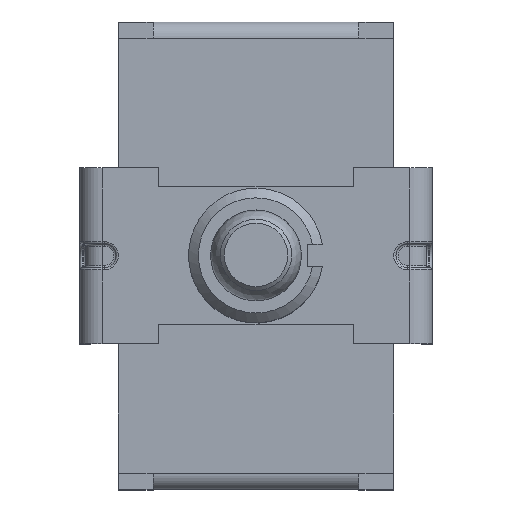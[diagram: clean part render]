
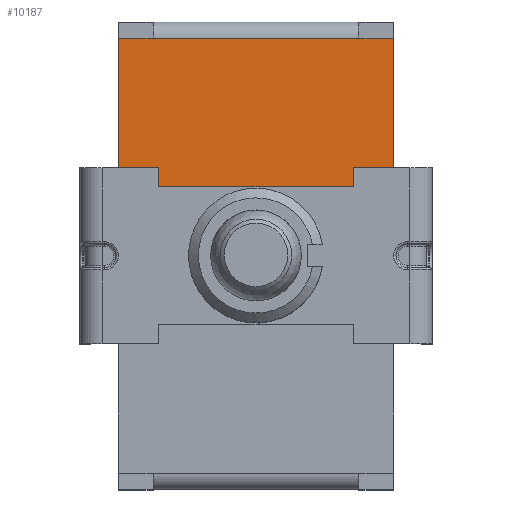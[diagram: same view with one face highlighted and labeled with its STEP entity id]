
A CAD part, top view. The second image highlights one B-rep face of the part: STEP entity #10187.
In plain terms, the highlighted planar face has unit normal (0, 0, 1).
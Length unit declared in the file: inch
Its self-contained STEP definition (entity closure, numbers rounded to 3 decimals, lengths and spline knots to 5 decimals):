
#644=FACE_OUTER_BOUND('',#1264,.T.);
#1264=EDGE_LOOP('',(#6752,#6753,#6754,#6755,#6756,#6757,#6758,#6759,#6760,
#6761));
#1995=LINE('',#15131,#3123);
#1996=LINE('',#15133,#3124);
#1997=LINE('',#15135,#3125);
#1998=LINE('',#15136,#3126);
#1999=LINE('',#15138,#3127);
#2000=LINE('',#15140,#3128);
#2001=LINE('',#15142,#3129);
#2002=LINE('',#15144,#3130);
#2003=LINE('',#15146,#3131);
#2004=LINE('',#15147,#3132);
#3123=VECTOR('',#11912,0.3937);
#3124=VECTOR('',#11913,0.3937);
#3125=VECTOR('',#11914,0.3937);
#3126=VECTOR('',#11915,0.3937);
#3127=VECTOR('',#11916,0.3937);
#3128=VECTOR('',#11917,0.3937);
#3129=VECTOR('',#11918,0.3937);
#3130=VECTOR('',#11919,0.3937);
#3131=VECTOR('',#11920,0.3937);
#3132=VECTOR('',#11921,0.3937);
#4246=VERTEX_POINT('',#15100);
#4258=VERTEX_POINT('',#15129);
#4259=VERTEX_POINT('',#15130);
#4260=VERTEX_POINT('',#15132);
#4261=VERTEX_POINT('',#15134);
#4262=VERTEX_POINT('',#15137);
#4263=VERTEX_POINT('',#15139);
#4264=VERTEX_POINT('',#15141);
#4265=VERTEX_POINT('',#15143);
#4266=VERTEX_POINT('',#15145);
#5205=EDGE_CURVE('',#4258,#4259,#1995,.T.);
#5206=EDGE_CURVE('',#4259,#4260,#1996,.T.);
#5207=EDGE_CURVE('',#4261,#4260,#1997,.T.);
#5208=EDGE_CURVE('',#4261,#4246,#1998,.T.);
#5209=EDGE_CURVE('',#4246,#4262,#1999,.T.);
#5210=EDGE_CURVE('',#4262,#4263,#2000,.T.);
#5211=EDGE_CURVE('',#4263,#4264,#2001,.T.);
#5212=EDGE_CURVE('',#4264,#4265,#2002,.T.);
#5213=EDGE_CURVE('',#4265,#4266,#2003,.T.);
#5214=EDGE_CURVE('',#4266,#4258,#2004,.T.);
#6752=ORIENTED_EDGE('',*,*,#5205,.T.);
#6753=ORIENTED_EDGE('',*,*,#5206,.T.);
#6754=ORIENTED_EDGE('',*,*,#5207,.F.);
#6755=ORIENTED_EDGE('',*,*,#5208,.T.);
#6756=ORIENTED_EDGE('',*,*,#5209,.T.);
#6757=ORIENTED_EDGE('',*,*,#5210,.T.);
#6758=ORIENTED_EDGE('',*,*,#5211,.T.);
#6759=ORIENTED_EDGE('',*,*,#5212,.T.);
#6760=ORIENTED_EDGE('',*,*,#5213,.T.);
#6761=ORIENTED_EDGE('',*,*,#5214,.T.);
#9824=PLANE('',#10835);
#10187=ADVANCED_FACE('',(#644),#9824,.T.);
#10835=AXIS2_PLACEMENT_3D('',#15128,#11910,#11911);
#11910=DIRECTION('center_axis',(0.,0.,
1.));
#11911=DIRECTION('ref_axis',(1.,0.,0.));
#11912=DIRECTION('',(1.,0.,0.));
#11913=DIRECTION('',(0.,1.,0.));
#11914=DIRECTION('',(1.,0.,0.));
#11915=DIRECTION('',(-1.,0.,0.));
#11916=DIRECTION('',(-1.,0.,0.));
#11917=DIRECTION('',(0.,-1.,0.));
#11918=DIRECTION('',(1.,0.,0.));
#11919=DIRECTION('',(0.,-1.,0.));
#11920=DIRECTION('',(1.,0.,0.));
#11921=DIRECTION('',(0.,1.,0.));
#15100=CARTESIAN_POINT('',(-0.18701,0.39508,0.41496));
#15128=CARTESIAN_POINT('Origin',(0.,0.39508,
0.41496));
#15129=CARTESIAN_POINT('',(0.17717,0.16004,0.41496));
#15130=CARTESIAN_POINT('',(0.25,0.16004,0.41496));
#15131=CARTESIAN_POINT('',(-0.32008,0.16004,0.41496));
#15132=CARTESIAN_POINT('',(0.25,0.39508,0.41496));
#15133=CARTESIAN_POINT('',(0.25,0.39508,0.41496));
#15134=CARTESIAN_POINT('',(0.18701,0.39508,0.41496));
#15135=CARTESIAN_POINT('',(0.18701,0.39508,0.41496));
#15136=CARTESIAN_POINT('',(0.,0.39508,0.41496));
#15137=CARTESIAN_POINT('',(-0.25,0.39508,0.41496));
#15138=CARTESIAN_POINT('',(-0.18701,0.39508,0.41496));
#15139=CARTESIAN_POINT('',(-0.25,0.16004,0.41496));
#15140=CARTESIAN_POINT('',(-0.25,-0.39508,0.41496));
#15141=CARTESIAN_POINT('',(-0.17717,0.16004,0.41496));
#15142=CARTESIAN_POINT('',(-0.32008,0.16004,0.41496));
#15143=CARTESIAN_POINT('',(-0.17717,0.12539,0.41496));
#15144=CARTESIAN_POINT('',(-0.17717,0.08002,0.41496));
#15145=CARTESIAN_POINT('',(0.17717,0.12539,0.41496));
#15146=CARTESIAN_POINT('',(-0.08858,0.12539,0.41496));
#15147=CARTESIAN_POINT('',(0.17717,0.0627,0.41496));
